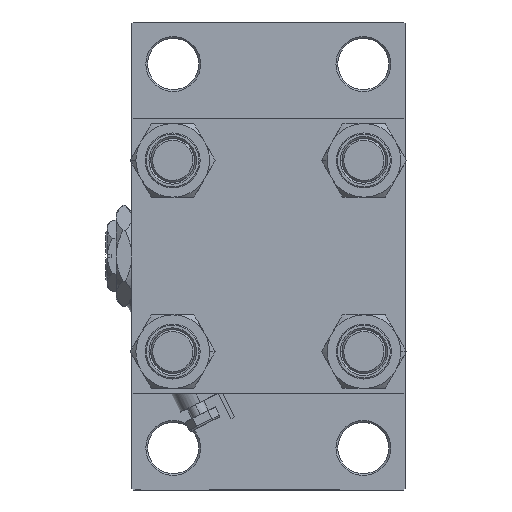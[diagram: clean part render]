
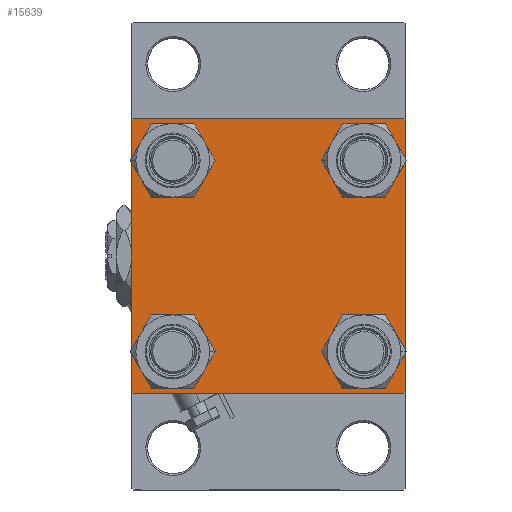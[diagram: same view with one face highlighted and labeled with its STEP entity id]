
A CAD part, left-side view. The second image highlights one B-rep face of the part: STEP entity #15639.
In plain terms, the highlighted planar face has unit normal (-1, 0, 0).
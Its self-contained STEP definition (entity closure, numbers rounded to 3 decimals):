
#443 = CIRCLE ( 'NONE', #45892, 6.5 ) ;
#1109 = LINE ( 'NONE', #21426, #30832 ) ;
#1166 = CARTESIAN_POINT ( 'NONE',  ( 0., -37., 37.5 ) ) ;
#1475 = CARTESIAN_POINT ( 'NONE',  ( 0., -37.5, 37. ) ) ;
#1688 = CIRCLE ( 'NONE', #25231, 6.5 ) ;
#1739 = EDGE_CURVE ( 'NONE', #12342, #44482, #2524, .T. ) ;
#1862 = DIRECTION ( 'NONE',  ( 0., 0.707, 0.707 ) ) ;
#2064 = AXIS2_PLACEMENT_3D ( 'NONE', #35816, #27694, #12666 ) ;
#2280 = CIRCLE ( 'NONE', #15278, 6.5 ) ;
#2291 = EDGE_CURVE ( 'NONE', #11758, #28375, #1688, .T. ) ;
#2358 = CARTESIAN_POINT ( 'NONE',  ( 0., -26.15, 26.15 ) ) ;
#2360 = FACE_BOUND ( 'NONE', #27071, .T. ) ;
#2507 = VECTOR ( 'NONE', #27239, 1000. ) ;
#2524 = CIRCLE ( 'NONE', #27671, 6.5 ) ;
#2741 = ORIENTED_EDGE ( 'NONE', *, *, #3628, .T. ) ;
#2998 = DIRECTION ( 'NONE',  ( 0., 0., 1. ) ) ;
#3037 = VECTOR ( 'NONE', #45824, 1000. ) ;
#3437 = VECTOR ( 'NONE', #37994, 1000. ) ;
#3628 = EDGE_CURVE ( 'NONE', #50065, #39015, #42112, .T. ) ;
#4203 = DIRECTION ( 'NONE',  ( 1., 0., 0. ) ) ;
#4440 = EDGE_LOOP ( 'NONE', ( #20625, #28969, #34856, #32602, #48739, #30927, #32527, #49851 ) ) ;
#5063 = EDGE_CURVE ( 'NONE', #15437, #46574, #45072, .T. ) ;
#5238 = DIRECTION ( 'NONE',  ( 0., 0., 1. ) ) ;
#5616 = ORIENTED_EDGE ( 'NONE', *, *, #38934, .T. ) ;
#5635 = VERTEX_POINT ( 'NONE', #1475 ) ;
#5780 = CARTESIAN_POINT ( 'NONE',  ( 0., 26.15, 32.65 ) ) ;
#6417 = DIRECTION ( 'NONE',  ( 0., 0., 1. ) ) ;
#6684 = EDGE_CURVE ( 'NONE', #44482, #12342, #2280, .T. ) ;
#6740 = LINE ( 'NONE', #49720, #3437 ) ;
#6770 = LINE ( 'NONE', #22775, #7602 ) ;
#7318 = VERTEX_POINT ( 'NONE', #1166 ) ;
#7602 = VECTOR ( 'NONE', #14390, 1000. ) ;
#8568 = EDGE_LOOP ( 'NONE', ( #43205, #41716 ) ) ;
#8976 = CARTESIAN_POINT ( 'NONE',  ( 0., 26.15, -26.15 ) ) ;
#9643 = EDGE_CURVE ( 'NONE', #5635, #7318, #1109, .T. ) ;
#9976 = PLANE ( 'NONE',  #19657 ) ;
#10468 = DIRECTION ( 'NONE',  ( 1., 0., 0. ) ) ;
#10824 = VECTOR ( 'NONE', #50011, 1000. ) ;
#11723 = CARTESIAN_POINT ( 'NONE',  ( 0., 37.5, -37.5 ) ) ;
#11758 = VERTEX_POINT ( 'NONE', #49869 ) ;
#12342 = VERTEX_POINT ( 'NONE', #44146 ) ;
#12437 = VERTEX_POINT ( 'NONE', #49708 ) ;
#12666 = DIRECTION ( 'NONE',  ( 0., 0., 1. ) ) ;
#12684 = EDGE_CURVE ( 'NONE', #46574, #29653, #26991, .T. ) ;
#12849 = DIRECTION ( 'NONE',  ( 1., 0., 0. ) ) ;
#13793 = DIRECTION ( 'NONE',  ( 1., 0., 0. ) ) ;
#14044 = DIRECTION ( 'NONE',  ( -1., 0., 0. ) ) ;
#14390 = DIRECTION ( 'NONE',  ( 0., 0., -1. ) ) ;
#14456 = LINE ( 'NONE', #29981, #37521 ) ;
#15278 = AXIS2_PLACEMENT_3D ( 'NONE', #22164, #10468, #6417 ) ;
#15437 = VERTEX_POINT ( 'NONE', #26899 ) ;
#15639 = ADVANCED_FACE ( 'NONE', ( #38196, #41515, #2360, #45084, #41261 ), #9976, .T. ) ;
#15902 = CIRCLE ( 'NONE', #2064, 6.5 ) ;
#18115 = DIRECTION ( 'NONE',  ( 0., 0., 1. ) ) ;
#18209 = EDGE_CURVE ( 'NONE', #5635, #44657, #14456, .T. ) ;
#18303 = VERTEX_POINT ( 'NONE', #19275 ) ;
#18356 = EDGE_CURVE ( 'NONE', #41033, #7318, #6740, .T. ) ;
#19275 = CARTESIAN_POINT ( 'NONE',  ( 0., -26.15, 32.65 ) ) ;
#19657 = AXIS2_PLACEMENT_3D ( 'NONE', #49153, #14044, #18115 ) ;
#20167 = DIRECTION ( 'NONE',  ( 0., 0., 1. ) ) ;
#20625 = ORIENTED_EDGE ( 'NONE', *, *, #30222, .T. ) ;
#21426 = CARTESIAN_POINT ( 'NONE',  ( 0., -37.25, 37.25 ) ) ;
#21754 = EDGE_CURVE ( 'NONE', #29653, #44657, #45941, .T. ) ;
#22164 = CARTESIAN_POINT ( 'NONE',  ( 0., 26.15, -26.15 ) ) ;
#22775 = CARTESIAN_POINT ( 'NONE',  ( 0., 37.5, 37.5 ) ) ;
#22793 = CARTESIAN_POINT ( 'NONE',  ( 0., 37.25, 37.25 ) ) ;
#25231 = AXIS2_PLACEMENT_3D ( 'NONE', #40322, #12849, #5238 ) ;
#26082 = VERTEX_POINT ( 'NONE', #40732 ) ;
#26261 = CARTESIAN_POINT ( 'NONE',  ( 0., -37., -37.5 ) ) ;
#26599 = LINE ( 'NONE', #22793, #37412 ) ;
#26899 = CARTESIAN_POINT ( 'NONE',  ( 0., 37.5, -37. ) ) ;
#26991 = LINE ( 'NONE', #11723, #2507 ) ;
#27071 = EDGE_LOOP ( 'NONE', ( #44783, #42152 ) ) ;
#27239 = DIRECTION ( 'NONE',  ( 0., -1., 0. ) ) ;
#27671 = AXIS2_PLACEMENT_3D ( 'NONE', #8976, #39488, #20167 ) ;
#27694 = DIRECTION ( 'NONE',  ( 1., 0., 0. ) ) ;
#28375 = VERTEX_POINT ( 'NONE', #48479 ) ;
#28969 = ORIENTED_EDGE ( 'NONE', *, *, #5063, .T. ) ;
#29105 = AXIS2_PLACEMENT_3D ( 'NONE', #47440, #40554, #44128 ) ;
#29653 = VERTEX_POINT ( 'NONE', #26261 ) ;
#29981 = CARTESIAN_POINT ( 'NONE',  ( 0., -37.5, 37.5 ) ) ;
#30222 = EDGE_CURVE ( 'NONE', #12437, #15437, #6770, .T. ) ;
#30832 = VECTOR ( 'NONE', #1862, 1000. ) ;
#30927 = ORIENTED_EDGE ( 'NONE', *, *, #9643, .T. ) ;
#32037 = CARTESIAN_POINT ( 'NONE',  ( 0., -26.15, 26.15 ) ) ;
#32117 = AXIS2_PLACEMENT_3D ( 'NONE', #32037, #40164, #39404 ) ;
#32527 = ORIENTED_EDGE ( 'NONE', *, *, #18356, .F. ) ;
#32602 = ORIENTED_EDGE ( 'NONE', *, *, #21754, .T. ) ;
#34032 = CARTESIAN_POINT ( 'NONE',  ( 0., -26.15, -26.15 ) ) ;
#34245 = CARTESIAN_POINT ( 'NONE',  ( 0., -37.25, -37.25 ) ) ;
#34467 = EDGE_CURVE ( 'NONE', #26082, #18303, #443, .T. ) ;
#34808 = CARTESIAN_POINT ( 'NONE',  ( 0., 37., 37.5 ) ) ;
#34856 = ORIENTED_EDGE ( 'NONE', *, *, #12684, .T. ) ;
#34936 = EDGE_CURVE ( 'NONE', #39015, #50065, #15902, .T. ) ;
#35816 = CARTESIAN_POINT ( 'NONE',  ( 0., 26.15, 26.15 ) ) ;
#35980 = ORIENTED_EDGE ( 'NONE', *, *, #34936, .T. ) ;
#36599 = CARTESIAN_POINT ( 'NONE',  ( 0., 26.15, 19.65 ) ) ;
#37412 = VECTOR ( 'NONE', #46197, 1000. ) ;
#37487 = EDGE_CURVE ( 'NONE', #28375, #11758, #40329, .T. ) ;
#37521 = VECTOR ( 'NONE', #41664, 1000. ) ;
#37567 = EDGE_LOOP ( 'NONE', ( #5616, #40311 ) ) ;
#37994 = DIRECTION ( 'NONE',  ( 0., -1., 0. ) ) ;
#38196 = FACE_BOUND ( 'NONE', #37567, .T. ) ;
#38275 = CARTESIAN_POINT ( 'NONE',  ( 0., 26.15, -19.65 ) ) ;
#38934 = EDGE_CURVE ( 'NONE', #18303, #26082, #40360, .T. ) ;
#39015 = VERTEX_POINT ( 'NONE', #36599 ) ;
#39239 = CARTESIAN_POINT ( 'NONE',  ( 0., 37., -37.5 ) ) ;
#39404 = DIRECTION ( 'NONE',  ( 0., 0., 1. ) ) ;
#39488 = DIRECTION ( 'NONE',  ( 1., 0., 0. ) ) ;
#40164 = DIRECTION ( 'NONE',  ( 1., 0., 0. ) ) ;
#40311 = ORIENTED_EDGE ( 'NONE', *, *, #34467, .T. ) ;
#40322 = CARTESIAN_POINT ( 'NONE',  ( 0., -26.15, -26.15 ) ) ;
#40329 = CIRCLE ( 'NONE', #41128, 6.5 ) ;
#40360 = CIRCLE ( 'NONE', #32117, 6.5 ) ;
#40554 = DIRECTION ( 'NONE',  ( 1., 0., 0. ) ) ;
#40732 = CARTESIAN_POINT ( 'NONE',  ( 0., -26.15, 19.65 ) ) ;
#41033 = VERTEX_POINT ( 'NONE', #34808 ) ;
#41128 = AXIS2_PLACEMENT_3D ( 'NONE', #34032, #4203, #2998 ) ;
#41261 = FACE_OUTER_BOUND ( 'NONE', #4440, .T. ) ;
#41278 = CARTESIAN_POINT ( 'NONE',  ( 0., -37.5, -37. ) ) ;
#41515 = FACE_BOUND ( 'NONE', #8568, .T. ) ;
#41664 = DIRECTION ( 'NONE',  ( 0., 0., -1. ) ) ;
#41716 = ORIENTED_EDGE ( 'NONE', *, *, #2291, .T. ) ;
#42112 = CIRCLE ( 'NONE', #29105, 6.5 ) ;
#42152 = ORIENTED_EDGE ( 'NONE', *, *, #1739, .T. ) ;
#43205 = ORIENTED_EDGE ( 'NONE', *, *, #37487, .T. ) ;
#44128 = DIRECTION ( 'NONE',  ( 0., 0., 1. ) ) ;
#44146 = CARTESIAN_POINT ( 'NONE',  ( 0., 26.15, -32.65 ) ) ;
#44482 = VERTEX_POINT ( 'NONE', #38275 ) ;
#44657 = VERTEX_POINT ( 'NONE', #41278 ) ;
#44783 = ORIENTED_EDGE ( 'NONE', *, *, #6684, .T. ) ;
#45072 = LINE ( 'NONE', #45328, #3037 ) ;
#45084 = FACE_BOUND ( 'NONE', #49686, .T. ) ;
#45328 = CARTESIAN_POINT ( 'NONE',  ( 0., 37.25, -37.25 ) ) ;
#45336 = DIRECTION ( 'NONE',  ( 0., 0., 1. ) ) ;
#45824 = DIRECTION ( 'NONE',  ( 0., -0.707, -0.707 ) ) ;
#45892 = AXIS2_PLACEMENT_3D ( 'NONE', #2358, #13793, #45336 ) ;
#45941 = LINE ( 'NONE', #34245, #10824 ) ;
#46197 = DIRECTION ( 'NONE',  ( 0., 0.707, -0.707 ) ) ;
#46574 = VERTEX_POINT ( 'NONE', #39239 ) ;
#47440 = CARTESIAN_POINT ( 'NONE',  ( 0., 26.15, 26.15 ) ) ;
#48479 = CARTESIAN_POINT ( 'NONE',  ( 0., -26.15, -19.65 ) ) ;
#48739 = ORIENTED_EDGE ( 'NONE', *, *, #18209, .F. ) ;
#49153 = CARTESIAN_POINT ( 'NONE',  ( 0., 0., 0. ) ) ;
#49686 = EDGE_LOOP ( 'NONE', ( #2741, #35980 ) ) ;
#49708 = CARTESIAN_POINT ( 'NONE',  ( 0., 37.5, 37. ) ) ;
#49720 = CARTESIAN_POINT ( 'NONE',  ( 0., 37.5, 37.5 ) ) ;
#49851 = ORIENTED_EDGE ( 'NONE', *, *, #50326, .T. ) ;
#49869 = CARTESIAN_POINT ( 'NONE',  ( 0., -26.15, -32.65 ) ) ;
#50011 = DIRECTION ( 'NONE',  ( 0., -0.707, 0.707 ) ) ;
#50065 = VERTEX_POINT ( 'NONE', #5780 ) ;
#50326 = EDGE_CURVE ( 'NONE', #41033, #12437, #26599, .T. ) ;
